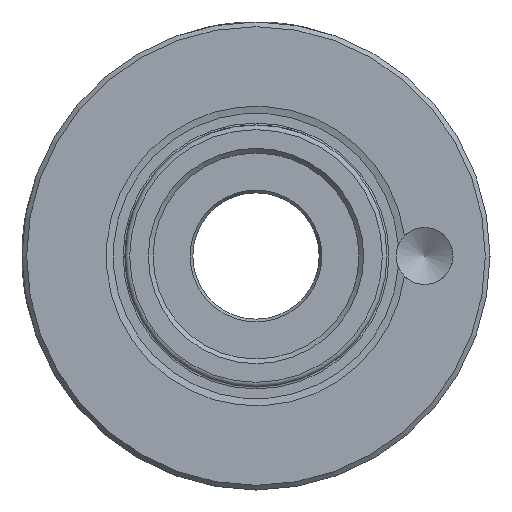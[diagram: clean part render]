
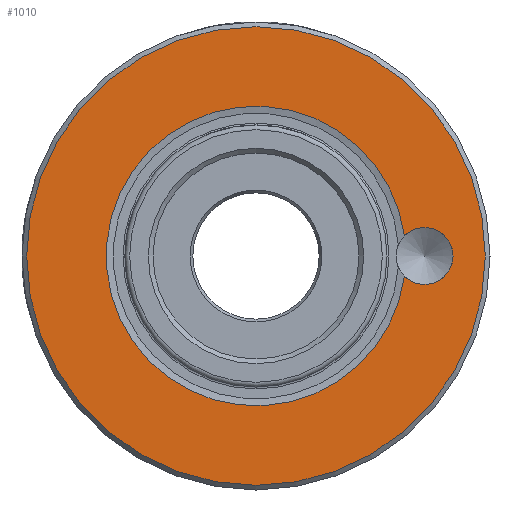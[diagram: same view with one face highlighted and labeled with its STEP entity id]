
A CAD part, left-side view. The second image highlights one B-rep face of the part: STEP entity #1010.
In plain terms, the highlighted planar face has unit normal (-1, 0, 0).
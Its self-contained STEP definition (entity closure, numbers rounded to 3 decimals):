
#85=FACE_BOUND('',#194,.T.);
#99=PLANE('',#1170);
#128=FACE_OUTER_BOUND('',#193,.T.);
#193=EDGE_LOOP('',(#731));
#194=EDGE_LOOP('',(#732,#733,#734));
#377=CIRCLE('',#1168,3.05);
#378=CIRCLE('',#1169,3.05);
#379=CIRCLE('',#1171,24.5);
#380=CIRCLE('',#1172,16.);
#451=VERTEX_POINT('',#1742);
#453=VERTEX_POINT('',#1751);
#454=VERTEX_POINT('',#1758);
#455=VERTEX_POINT('',#1763);
#559=EDGE_CURVE('',#454,#453,#377,.T.);
#561=EDGE_CURVE('',#451,#454,#378,.T.);
#562=EDGE_CURVE('',#455,#455,#379,.T.);
#563=EDGE_CURVE('',#453,#451,#380,.T.);
#731=ORIENTED_EDGE('',*,*,#562,.F.);
#732=ORIENTED_EDGE('',*,*,#561,.T.);
#733=ORIENTED_EDGE('',*,*,#559,.T.);
#734=ORIENTED_EDGE('',*,*,#563,.T.);
#1010=ADVANCED_FACE('',(#128,#85),#99,.T.);
#1168=AXIS2_PLACEMENT_3D('',#1759,#1340,#1341);
#1169=AXIS2_PLACEMENT_3D('',#1761,#1343,#1344);
#1170=AXIS2_PLACEMENT_3D('',#1762,#1345,#1346);
#1171=AXIS2_PLACEMENT_3D('',#1764,#1347,#1348);
#1172=AXIS2_PLACEMENT_3D('',#1765,#1349,#1350);
#1340=DIRECTION('center_axis',(1.,0.,0.));
#1341=DIRECTION('ref_axis',(0.,1.,0.));
#1343=DIRECTION('center_axis',(1.,0.,0.));
#1344=DIRECTION('ref_axis',(0.,1.,0.));
#1345=DIRECTION('center_axis',(-1.,0.,0.));
#1346=DIRECTION('ref_axis',(0.,0.,1.));
#1347=DIRECTION('center_axis',(1.,0.,0.));
#1348=DIRECTION('ref_axis',(0.,-1.,0.));
#1349=DIRECTION('center_axis',(1.,0.,0.));
#1350=DIRECTION('ref_axis',(0.,0.,-1.));
#1742=CARTESIAN_POINT('',(30.,-15.853,2.166));
#1751=CARTESIAN_POINT('',(30.,-15.853,-2.166));
#1758=CARTESIAN_POINT('',(30.,-21.05,0.));
#1759=CARTESIAN_POINT('Origin',(30.,-18.,0.));
#1761=CARTESIAN_POINT('Origin',(30.,-18.,0.));
#1762=CARTESIAN_POINT('Origin',(30.,25.,0.));
#1763=CARTESIAN_POINT('',(30.,24.5,0.));
#1764=CARTESIAN_POINT('Origin',(30.,0.,0.));
#1765=CARTESIAN_POINT('Origin',(30.,0.,0.));
